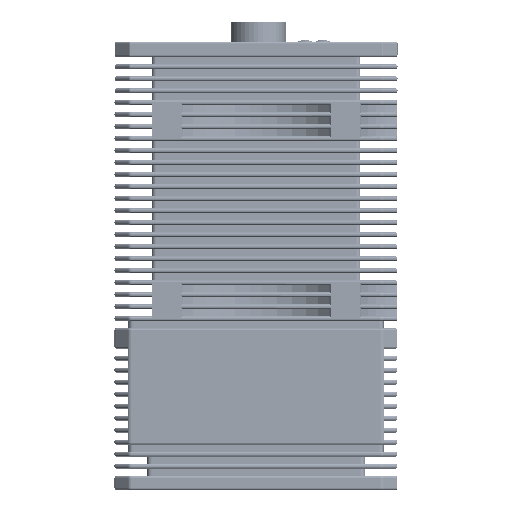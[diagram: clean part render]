
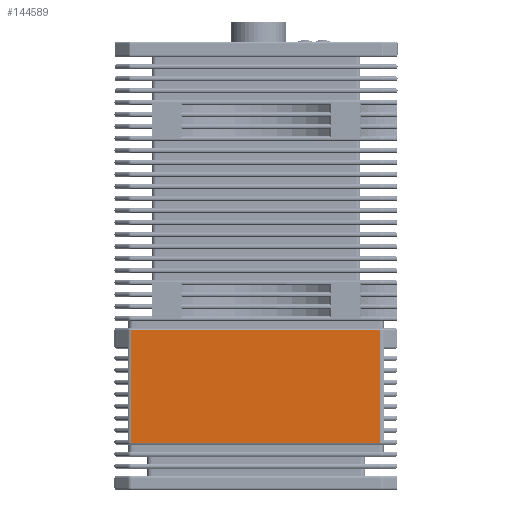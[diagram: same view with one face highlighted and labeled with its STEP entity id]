
A CAD part, left-side view. The second image highlights one B-rep face of the part: STEP entity #144589.
In plain terms, the highlighted planar face has unit normal (-1, 0, 0).
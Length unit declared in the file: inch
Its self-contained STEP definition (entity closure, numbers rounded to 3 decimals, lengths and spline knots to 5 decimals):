
#1079 = CARTESIAN_POINT ( 'NONE',  ( -1.20079, 1.20079, 0.97136 ) ) ;
#1248 = VECTOR ( 'NONE', #10468, 39.37008 ) ;
#4728 = VECTOR ( 'NONE', #36783, 39.37008 ) ;
#10468 = DIRECTION ( 'NONE',  ( 0., 0., 1. ) ) ;
#13757 = EDGE_CURVE ( 'NONE', #147744, #27904, #22992, .T. ) ;
#14415 = EDGE_CURVE ( 'NONE', #27904, #20339, #48050, .T. ) ;
#17150 = EDGE_CURVE ( 'NONE', #20339, #140505, #80591, .T. ) ;
#20015 = ORIENTED_EDGE ( 'NONE', *, *, #14415, .T. ) ;
#20339 = VERTEX_POINT ( 'NONE', #47822 ) ;
#22992 = LINE ( 'NONE', #1079, #26635 ) ;
#24866 = PLANE ( 'NONE',  #122544 ) ;
#26635 = VECTOR ( 'NONE', #90917, 39.37008 ) ;
#27904 = VERTEX_POINT ( 'NONE', #86148 ) ;
#28133 = EDGE_LOOP ( 'NONE', ( #137822, #49178, #20015, #35031 ) ) ;
#34547 = CARTESIAN_POINT ( 'NONE',  ( -1.20079, 1.20079, 0.01575 ) ) ;
#35031 = ORIENTED_EDGE ( 'NONE', *, *, #17150, .T. ) ;
#36783 = DIRECTION ( 'NONE',  ( 0., -1., 0. ) ) ;
#36913 = DIRECTION ( 'NONE',  ( 0., 1., 0. ) ) ;
#44161 = CARTESIAN_POINT ( 'NONE',  ( -1.20079, -1.05653, 0.97136 ) ) ;
#45188 = LINE ( 'NONE', #93478, #1248 ) ;
#47822 = CARTESIAN_POINT ( 'NONE',  ( -1.20079, 1.05653, 0.01575 ) ) ;
#48050 = LINE ( 'NONE', #115215, #67765 ) ;
#49178 = ORIENTED_EDGE ( 'NONE', *, *, #13757, .T. ) ;
#67765 = VECTOR ( 'NONE', #69223, 39.37008 ) ;
#69223 = DIRECTION ( 'NONE',  ( 0., 0., -1. ) ) ;
#80591 = LINE ( 'NONE', #34547, #4728 ) ;
#80711 = CARTESIAN_POINT ( 'NONE',  ( -1.20079, 1.20079, 1.0496 ) ) ;
#86148 = CARTESIAN_POINT ( 'NONE',  ( -1.20079, 1.05653, 0.97136 ) ) ;
#90917 = DIRECTION ( 'NONE',  ( 0., 1., 0. ) ) ;
#91254 = FACE_OUTER_BOUND ( 'NONE', #28133, .T. ) ;
#93478 = CARTESIAN_POINT ( 'NONE',  ( -1.20079, -1.05653, 1.0496 ) ) ;
#115215 = CARTESIAN_POINT ( 'NONE',  ( -1.20079, 1.05653, 0. ) ) ;
#122544 = AXIS2_PLACEMENT_3D ( 'NONE', #80711, #127484, #36913 ) ;
#126870 = EDGE_CURVE ( 'NONE', #140505, #147744, #45188, .T. ) ;
#127484 = DIRECTION ( 'NONE',  ( 1., 0., 0. ) ) ;
#137822 = ORIENTED_EDGE ( 'NONE', *, *, #126870, .T. ) ;
#140505 = VERTEX_POINT ( 'NONE', #142953 ) ;
#142953 = CARTESIAN_POINT ( 'NONE',  ( -1.20079, -1.05653, 0.01575 ) ) ;
#144589 = ADVANCED_FACE ( 'NONE', ( #91254 ), #24866, .F. ) ;
#147744 = VERTEX_POINT ( 'NONE', #44161 ) ;
